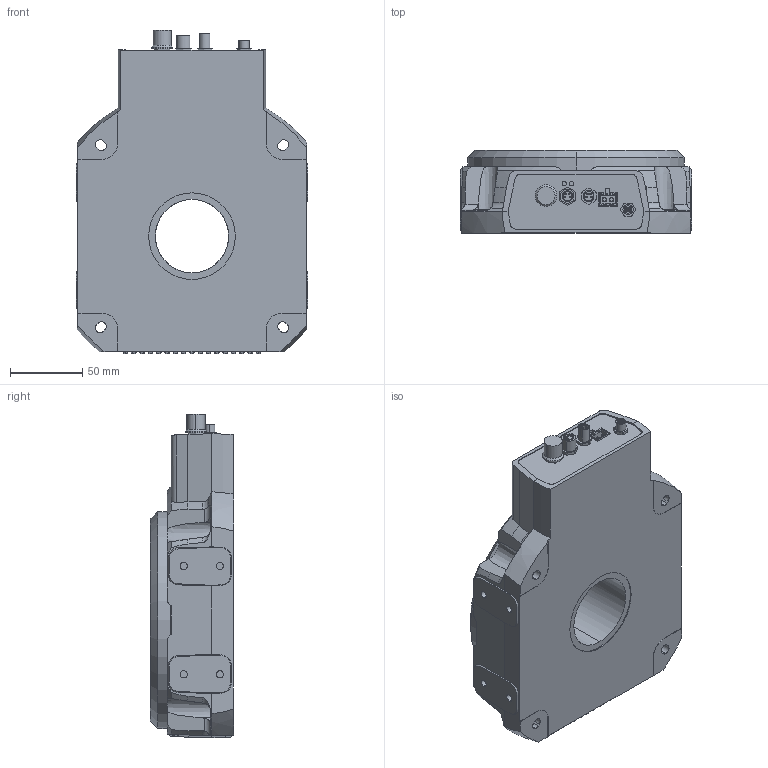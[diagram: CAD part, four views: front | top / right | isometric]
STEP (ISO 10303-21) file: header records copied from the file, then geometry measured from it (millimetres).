
FILE_DESCRIPTION (( 'STEP AP203' ), '1' );
FILE_NAME ('X-RDQ150-AE57D12-AP270.step', '2025-11-20T22:58:41', ( '' ), ( '' ), 'SwSTEP 2.0', 'SolidWorks 2019', '' );
FILE_SCHEMA (( 'CONFIG_CONTROL_DESIGN' ));
Length unit declared in the file: millimetre
Products named in the file (5): AP270^RDQ; RDQ_base^RDQ_X-RDQ; RDQ_spindle^RDQ; X-RDQ150-AE57D12-AP270; Screw_SHCS^RDQ_M3 x 08mm
Assembly tree (9 placements, depth 2):
  X-RDQ150-AE57D12-AP270
    RDQ_base^RDQ_X-RDQ
    RDQ_spindle^RDQ
    AP270^RDQ
    Screw_SHCS^RDQ_M3 x 08mm  x6
Bounding box: 160 x 57.5 x 224.1 mm (x, y, z)
Volume: 1293963.6 mm3; surface area: 172915.4 mm2
Topology: 18 solids, 18 shells, 973 faces, 2340 edges, 1519 vertices
Faces by surface type: plane 537, cylinder 346, cone 66, torus 12, sphere 12
Entity records: 27630 total; most frequent: CARTESIAN_POINT 5492, DIRECTION 4572, ORIENTED_EDGE 4378, EDGE_CURVE 2189, AXIS2_PLACEMENT_3D 1651, VERTEX_POINT 1419, VECTOR 1270, LINE 1270
